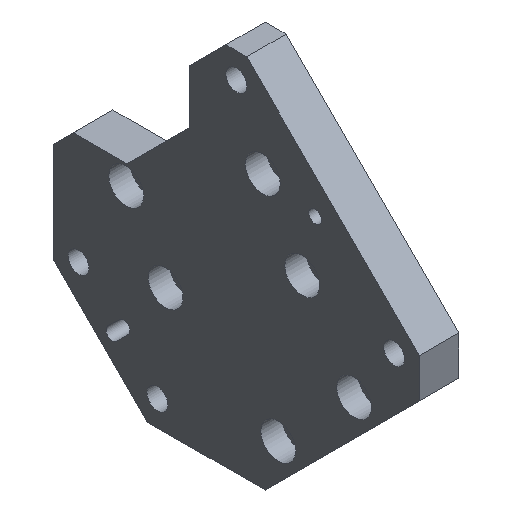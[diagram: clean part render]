
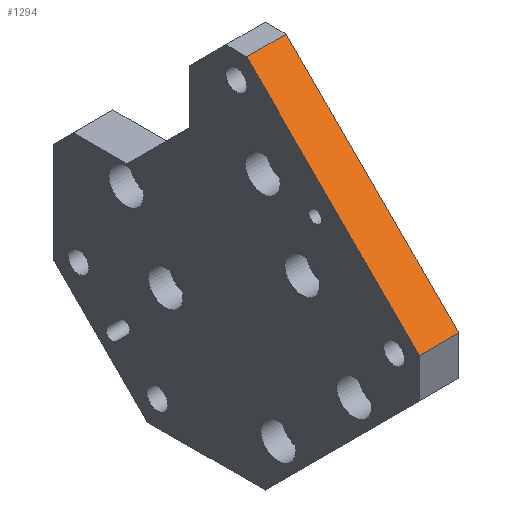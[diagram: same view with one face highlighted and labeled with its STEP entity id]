
A CAD part, isometric view. The second image highlights one B-rep face of the part: STEP entity #1294.
In plain terms, the highlighted planar face has unit normal (0, -0.707, 0.707).
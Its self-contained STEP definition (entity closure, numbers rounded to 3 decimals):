
#299=FACE_OUTER_BOUND('',#384,.T.);
#384=EDGE_LOOP('',(#1141,#1142,#1143,#1144));
#424=LINE('',#1914,#501);
#470=LINE('',#2216,#547);
#473=LINE('',#2222,#550);
#474=LINE('',#2223,#551);
#501=VECTOR('',#1507,10.);
#547=VECTOR('',#1847,10.);
#550=VECTOR('',#1852,10.);
#551=VECTOR('',#1853,10.);
#575=VERTEX_POINT('',#1911);
#576=VERTEX_POINT('',#1913);
#685=VERTEX_POINT('',#2215);
#687=VERTEX_POINT('',#2221);
#708=EDGE_CURVE('',#576,#575,#424,.T.);
#850=EDGE_CURVE('',#576,#685,#470,.T.);
#853=EDGE_CURVE('',#575,#687,#473,.T.);
#854=EDGE_CURVE('',#687,#685,#474,.T.);
#1141=ORIENTED_EDGE('',*,*,#708,.T.);
#1142=ORIENTED_EDGE('',*,*,#853,.T.);
#1143=ORIENTED_EDGE('',*,*,#854,.T.);
#1144=ORIENTED_EDGE('',*,*,#850,.F.);
#1231=PLANE('',#1473);
#1294=ADVANCED_FACE('',(#299),#1231,.F.);
#1473=AXIS2_PLACEMENT_3D('',#2220,#1850,#1851);
#1507=DIRECTION('',(0.,-0.707,-0.707));
#1847=DIRECTION('',(1.,0.,0.));
#1850=DIRECTION('center_axis',(0.,0.707,-0.707));
#1851=DIRECTION('ref_axis',(0.,0.707,0.707));
#1852=DIRECTION('',(1.,0.,0.));
#1853=DIRECTION('',(0.,0.707,0.707));
#1911=CARTESIAN_POINT('',(0.,-117.433,78.511));
#1913=CARTESIAN_POINT('',(0.,-62.746,133.197));
#1914=CARTESIAN_POINT('',(0.,-62.746,133.197));
#2215=CARTESIAN_POINT('',(12.5,-62.746,133.197));
#2216=CARTESIAN_POINT('',(0.,-62.746,133.197));
#2220=CARTESIAN_POINT('Origin',(0.,-117.433,78.511));
#2221=CARTESIAN_POINT('',(12.5,-117.433,78.511));
#2222=CARTESIAN_POINT('',(0.,-117.433,78.511));
#2223=CARTESIAN_POINT('',(12.5,-62.746,133.197));
